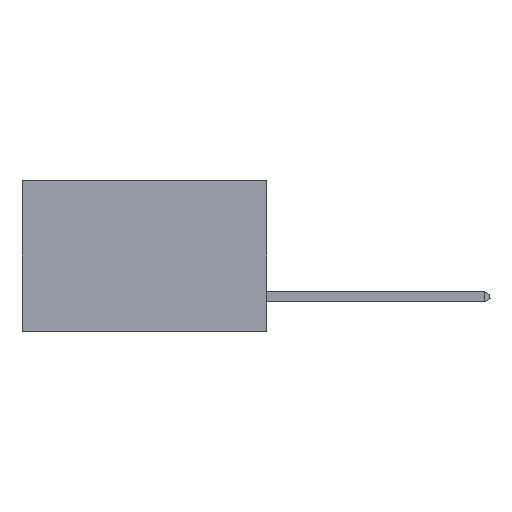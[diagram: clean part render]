
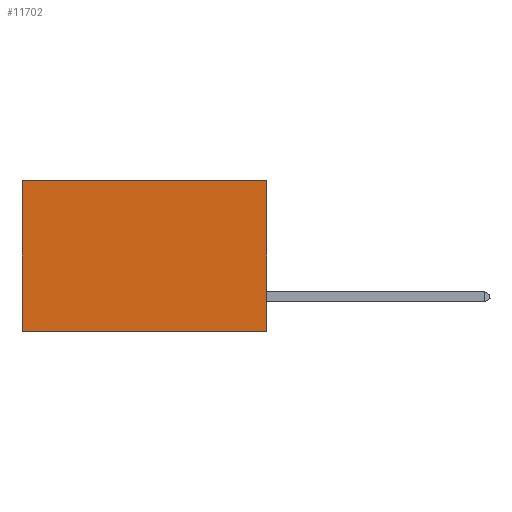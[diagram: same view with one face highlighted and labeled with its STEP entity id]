
A CAD part, left-side view. The second image highlights one B-rep face of the part: STEP entity #11702.
In plain terms, the highlighted planar face has unit normal (-1, 0, 0).
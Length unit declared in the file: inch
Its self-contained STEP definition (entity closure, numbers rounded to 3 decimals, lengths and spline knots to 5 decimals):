
#22 = VERTEX_POINT ( 'NONE', #20251 ) ;
#160 = DIRECTION ( 'NONE',  ( 1., 0., 0. ) ) ;
#921 = CARTESIAN_POINT ( 'NONE',  ( 0.2875, 0., 0. ) ) ;
#2220 = VECTOR ( 'NONE', #7961, 39.37008 ) ;
#2824 = CARTESIAN_POINT ( 'NONE',  ( 0.2875, 0., -0.37 ) ) ;
#3160 = VECTOR ( 'NONE', #18566, 39.37008 ) ;
#5198 = FACE_OUTER_BOUND ( 'NONE', #8525, .T. ) ;
#5727 = CARTESIAN_POINT ( 'NONE',  ( 0.2875, 0., 0. ) ) ;
#6052 = EDGE_CURVE ( 'NONE', #8445, #20582, #19974, .T. ) ;
#7797 = DIRECTION ( 'NONE',  ( 0., 1., 0. ) ) ;
#7811 = LINE ( 'NONE', #921, #16779 ) ;
#7961 = DIRECTION ( 'NONE',  ( 0., 0., -1. ) ) ;
#8445 = VERTEX_POINT ( 'NONE', #22961 ) ;
#8469 = LINE ( 'NONE', #16880, #3160 ) ;
#8525 = EDGE_LOOP ( 'NONE', ( #21337, #17530, #8695, #15977 ) ) ;
#8695 = ORIENTED_EDGE ( 'NONE', *, *, #18437, .F. ) ;
#9562 = AXIS2_PLACEMENT_3D ( 'NONE', #14623, #160, #11191 ) ;
#9808 = VECTOR ( 'NONE', #20946, 39.37008 ) ;
#11191 = DIRECTION ( 'NONE',  ( 0., 0., -1. ) ) ;
#11702 = ADVANCED_FACE ( 'NONE', ( #5198 ), #18260, .F. ) ;
#13048 = CARTESIAN_POINT ( 'NONE',  ( 0.2875, 0., 0. ) ) ;
#14623 = CARTESIAN_POINT ( 'NONE',  ( 0.2875, 0., 0. ) ) ;
#15977 = ORIENTED_EDGE ( 'NONE', *, *, #15995, .T. ) ;
#15995 = EDGE_CURVE ( 'NONE', #17813, #22, #7811, .T. ) ;
#16779 = VECTOR ( 'NONE', #7797, 39.37008 ) ;
#16880 = CARTESIAN_POINT ( 'NONE',  ( 0.2875, 0.6, 0. ) ) ;
#17530 = ORIENTED_EDGE ( 'NONE', *, *, #6052, .F. ) ;
#17695 = LINE ( 'NONE', #13048, #2220 ) ;
#17813 = VERTEX_POINT ( 'NONE', #5727 ) ;
#18260 = PLANE ( 'NONE',  #9562 ) ;
#18437 = EDGE_CURVE ( 'NONE', #17813, #8445, #17695, .T. ) ;
#18566 = DIRECTION ( 'NONE',  ( 0., 0., -1. ) ) ;
#18686 = CARTESIAN_POINT ( 'NONE',  ( 0.2875, 0.6, -0.37 ) ) ;
#19974 = LINE ( 'NONE', #2824, #9808 ) ;
#20251 = CARTESIAN_POINT ( 'NONE',  ( 0.2875, 0.6, 0. ) ) ;
#20582 = VERTEX_POINT ( 'NONE', #18686 ) ;
#20946 = DIRECTION ( 'NONE',  ( 0., 1., 0. ) ) ;
#21337 = ORIENTED_EDGE ( 'NONE', *, *, #22982, .T. ) ;
#22961 = CARTESIAN_POINT ( 'NONE',  ( 0.2875, 0., -0.37 ) ) ;
#22982 = EDGE_CURVE ( 'NONE', #22, #20582, #8469, .T. ) ;
